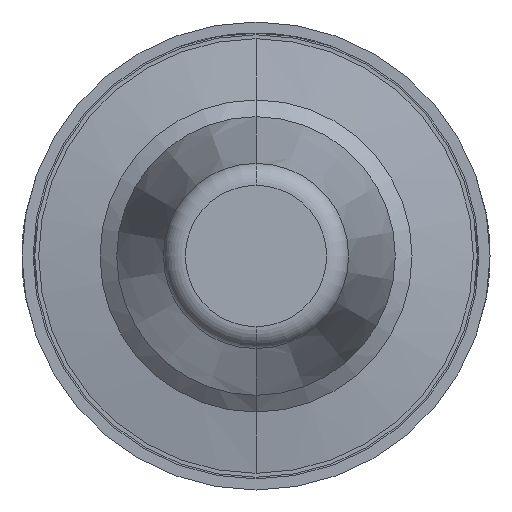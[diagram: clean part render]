
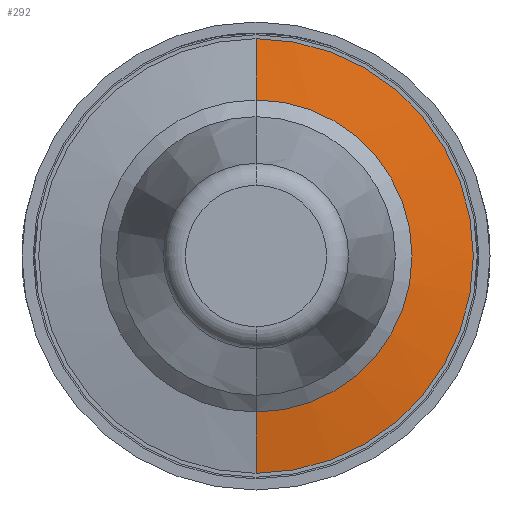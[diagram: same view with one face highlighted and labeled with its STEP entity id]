
A CAD part, front view. The second image highlights one B-rep face of the part: STEP entity #292.
In plain terms, the highlighted conical face has half-angle 80.134 degrees and reference radius 0.8 mm.
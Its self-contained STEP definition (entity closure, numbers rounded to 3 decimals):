
#97 = EDGE_CURVE ( 'Defeature ausgef�hrt1_20+Defeature ausgef�hrt1_24+Defeature ausgef�hrt1_24+Defeature ausgef�hrt1_24', #2252, #4394, #4763, .T. ) ;
#235 = DIRECTION ( 'NONE',  ( 0., 1., 0. ) ) ;
#292 = ADVANCED_FACE ( 'Defeature ausgef�hrt1_20', ( #4620 ), #5243, .T. ) ;
#395 = DIRECTION ( 'NONE',  ( 0., 1., 0. ) ) ;
#594 = DIRECTION ( 'NONE',  ( 0., 0.171, 0.985 ) ) ;
#608 = EDGE_CURVE ( 'Defeature ausgef�hrt1_21+Defeature ausgef�hrt1_20+Defeature ausgef�hrt1_20+Defeature ausgef�hrt1_20', #4314, #2190, #2145, .T. ) ;
#709 = ORIENTED_EDGE ( 'NONE', *, *, #97, .T. ) ;
#861 = ORIENTED_EDGE ( 'NONE', *, *, #608, .F. ) ;
#960 = DIRECTION ( 'NONE',  ( 0., 0.171, -0.985 ) ) ;
#1170 = CARTESIAN_POINT ( 'NONE',  ( 0., -29.886, 0.883 ) ) ;
#1405 = DIRECTION ( 'NONE',  ( 0., 0., 1. ) ) ;
#1428 = CARTESIAN_POINT ( 'NONE',  ( 0., -29.7, 0. ) ) ;
#1735 = CARTESIAN_POINT ( 'NONE',  ( 0., -29.7, 1.95 ) ) ;
#2039 = DIRECTION ( 'NONE',  ( 0., 0., 1. ) ) ;
#2145 = CIRCLE ( 'NONE', #2446, 1.95 ) ;
#2190 = VERTEX_POINT ( 'NONE', #2819 ) ;
#2250 = AXIS2_PLACEMENT_3D ( 'NONE', #5311, #395, #5743 ) ;
#2252 = VERTEX_POINT ( 'NONE', #1170 ) ;
#2446 = AXIS2_PLACEMENT_3D ( 'NONE', #1428, #2808, #1405 ) ;
#2460 = EDGE_LOOP ( 'NONE', ( #709, #2547, #861, #5228 ) ) ;
#2547 = ORIENTED_EDGE ( 'NONE', *, *, #5192, .T. ) ;
#2808 = DIRECTION ( 'NONE',  ( 0., 1., 0. ) ) ;
#2819 = CARTESIAN_POINT ( 'NONE',  ( 0., -29.7, -1.95 ) ) ;
#3056 = LINE ( 'NONE', #4256, #4742 ) ;
#3682 = LINE ( 'NONE', #5020, #5436 ) ;
#3779 = EDGE_CURVE ( 'NONE', #2252, #4314, #3056, .T. ) ;
#4256 = CARTESIAN_POINT ( 'NONE',  ( 0., -29.9, 0.8 ) ) ;
#4314 = VERTEX_POINT ( 'NONE', #1735 ) ;
#4394 = VERTEX_POINT ( 'NONE', #5000 ) ;
#4620 = FACE_OUTER_BOUND ( 'NONE', #2460, .T. ) ;
#4742 = VECTOR ( 'NONE', #594, 1000. ) ;
#4756 = AXIS2_PLACEMENT_3D ( 'NONE', #5626, #235, #2039 ) ;
#4763 = CIRCLE ( 'NONE', #4756, 0.883 ) ;
#5000 = CARTESIAN_POINT ( 'NONE',  ( 0., -29.886, -0.883 ) ) ;
#5020 = CARTESIAN_POINT ( 'NONE',  ( 0., -29.9, -0.8 ) ) ;
#5192 = EDGE_CURVE ( 'NONE', #4394, #2190, #3682, .T. ) ;
#5228 = ORIENTED_EDGE ( 'NONE', *, *, #3779, .F. ) ;
#5243 = CONICAL_SURFACE ( 'NONE', #2250, 0.8, 1.399 ) ;
#5311 = CARTESIAN_POINT ( 'NONE',  ( 0., -29.9, 0. ) ) ;
#5436 = VECTOR ( 'NONE', #960, 1000. ) ;
#5626 = CARTESIAN_POINT ( 'NONE',  ( 0., -29.886, 0. ) ) ;
#5743 = DIRECTION ( 'NONE',  ( 0., 0., 1. ) ) ;
